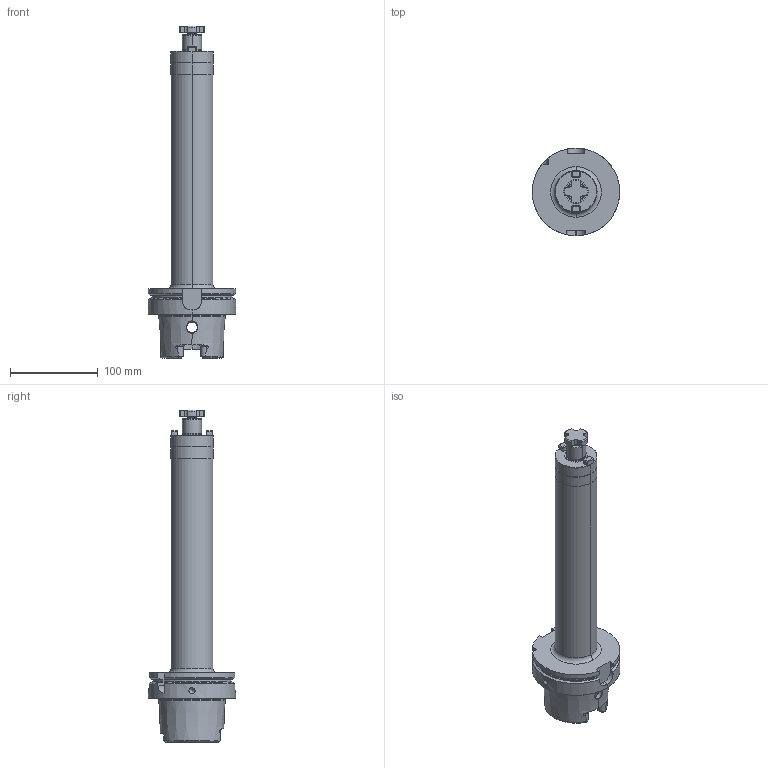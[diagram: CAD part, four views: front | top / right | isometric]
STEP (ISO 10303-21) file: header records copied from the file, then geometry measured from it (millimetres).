
FILE_DESCRIPTION((''),'2;1');
FILE_NAME('DEX','2021-07-14T13:28:04',('bassb'),(''),'CREO PARAMETRIC BY PTC INC, 2019030','CREO PARAMETRIC BY PTC INC, 2019030','');
FILE_SCHEMA(('AP242_MANAGED_MODEL_BASED_3D_ENGINEERING_MIM_LF { 1 0 10303 442 1 1 4 }'));
Length unit declared in the file: millimetre
Products named in the file (1): DEX
Bounding box: 100 x 100 x 378.9 mm (x, y, z)
Volume: 630417.2 mm3; surface area: 120619.1 mm2
Topology: 1 solids, 5 shells, 348 faces, 839 edges, 507 vertices
Faces by surface type: cylinder 106, plane 98, cone 92, torus 52
Entity records: 15099 total; most frequent: CARTESIAN_POINT 4362, DIRECTION 1781, ORIENTED_EDGE 1666, PRESENTATION_STYLE_ASSIGNMENT 837, STYLED_ITEM 837, CURVE_STYLE 836, EDGE_CURVE 833, AXIS2_PLACEMENT_3D 718
